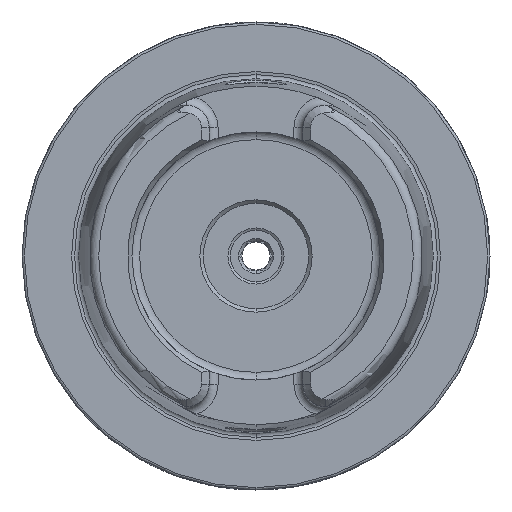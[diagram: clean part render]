
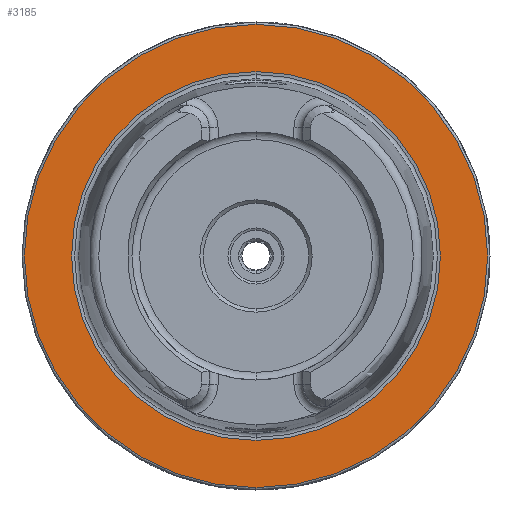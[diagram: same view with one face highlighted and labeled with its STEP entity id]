
A CAD part, left-side view. The second image highlights one B-rep face of the part: STEP entity #3185.
In plain terms, the highlighted planar face has unit normal (-1, 0, 0).
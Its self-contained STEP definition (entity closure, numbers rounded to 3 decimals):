
#148 = CARTESIAN_POINT ( 'NONE',  ( 0., 0., -49.5 ) ) ;
#406 = CIRCLE ( 'NONE', #3889, 49.5 ) ;
#527 = CIRCLE ( 'NONE', #2812, 49.5 ) ;
#539 = CIRCLE ( 'NONE', #4036, 39.405 ) ;
#616 = EDGE_CURVE ( 'NONE', #8101, #5249, #527, .T. ) ;
#652 = ORIENTED_EDGE ( 'NONE', *, *, #9301, .F. ) ;
#725 = CARTESIAN_POINT ( 'NONE',  ( 0., 0., 39.405 ) ) ;
#880 = ORIENTED_EDGE ( 'NONE', *, *, #8298, .F. ) ;
#1076 = EDGE_LOOP ( 'NONE', ( #652, #880 ) ) ;
#1219 = AXIS2_PLACEMENT_3D ( 'NONE', #7591, #7620, #7655 ) ;
#2413 = VERTEX_POINT ( 'NONE', #725 ) ;
#2547 = CARTESIAN_POINT ( 'NONE',  ( 0., 0., -39.405 ) ) ;
#2808 = DIRECTION ( 'NONE',  ( 0., 0., 1. ) ) ;
#2812 = AXIS2_PLACEMENT_3D ( 'NONE', #9090, #9071, #9031 ) ;
#2816 = DIRECTION ( 'NONE',  ( -1., 0., 0. ) ) ;
#2819 = CARTESIAN_POINT ( 'NONE',  ( 0., 0., 0. ) ) ;
#3185 = ADVANCED_FACE ( 'NONE', ( #8175, #8814 ), #7475, .F. ) ;
#3889 = AXIS2_PLACEMENT_3D ( 'NONE', #8938, #8925, #8919 ) ;
#4036 = AXIS2_PLACEMENT_3D ( 'NONE', #10010, #10000, #9967 ) ;
#4789 = ORIENTED_EDGE ( 'NONE', *, *, #9429, .T. ) ;
#4825 = ORIENTED_EDGE ( 'NONE', *, *, #616, .T. ) ;
#4836 = CIRCLE ( 'NONE', #5901, 39.405 ) ;
#5105 = EDGE_LOOP ( 'NONE', ( #4825, #4789 ) ) ;
#5249 = VERTEX_POINT ( 'NONE', #148 ) ;
#5460 = VERTEX_POINT ( 'NONE', #2547 ) ;
#5901 = AXIS2_PLACEMENT_3D ( 'NONE', #2819, #2816, #2808 ) ;
#5982 = CARTESIAN_POINT ( 'NONE',  ( 0., 0., 49.5 ) ) ;
#7475 = PLANE ( 'NONE',  #1219 ) ;
#7591 = CARTESIAN_POINT ( 'NONE',  ( 0., 49.5, 0. ) ) ;
#7620 = DIRECTION ( 'NONE',  ( 1., 0., 0. ) ) ;
#7655 = DIRECTION ( 'NONE',  ( 0., 0., -1. ) ) ;
#8101 = VERTEX_POINT ( 'NONE', #5982 ) ;
#8175 = FACE_BOUND ( 'NONE', #1076, .T. ) ;
#8298 = EDGE_CURVE ( 'NONE', #5460, #2413, #4836, .T. ) ;
#8814 = FACE_OUTER_BOUND ( 'NONE', #5105, .T. ) ;
#8919 = DIRECTION ( 'NONE',  ( 0., 0., 1. ) ) ;
#8925 = DIRECTION ( 'NONE',  ( -1., 0., 0. ) ) ;
#8938 = CARTESIAN_POINT ( 'NONE',  ( 0., 0., 0. ) ) ;
#9031 = DIRECTION ( 'NONE',  ( 0., 0., 1. ) ) ;
#9071 = DIRECTION ( 'NONE',  ( -1., 0., 0. ) ) ;
#9090 = CARTESIAN_POINT ( 'NONE',  ( 0., 0., 0. ) ) ;
#9301 = EDGE_CURVE ( 'NONE', #2413, #5460, #539, .T. ) ;
#9429 = EDGE_CURVE ( 'NONE', #5249, #8101, #406, .T. ) ;
#9967 = DIRECTION ( 'NONE',  ( 0., 0., 1. ) ) ;
#10000 = DIRECTION ( 'NONE',  ( -1., 0., 0. ) ) ;
#10010 = CARTESIAN_POINT ( 'NONE',  ( 0., 0., 0. ) ) ;
